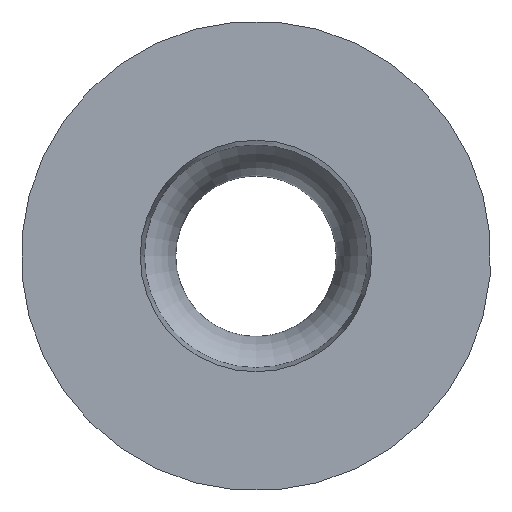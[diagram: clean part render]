
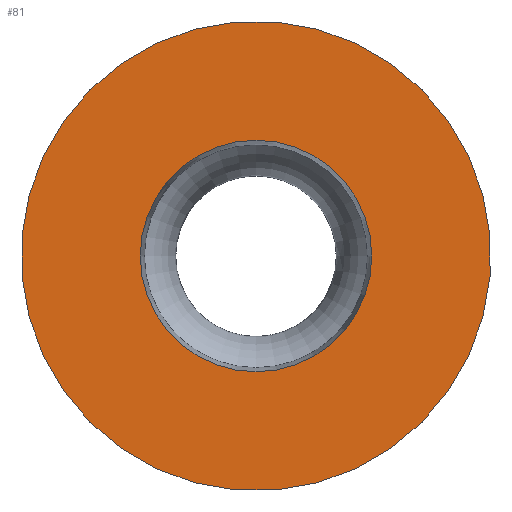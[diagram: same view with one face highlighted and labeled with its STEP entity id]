
A CAD part, top view. The second image highlights one B-rep face of the part: STEP entity #81.
In plain terms, the highlighted planar face has unit normal (0, 0, 1).
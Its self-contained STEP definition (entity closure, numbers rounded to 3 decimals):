
#81=ADVANCED_FACE('',(#113,#114),#99,.T.);
#99=PLANE('',#356);
#113=FACE_BOUND('',#125,.T.);
#114=FACE_BOUND('',#126,.T.);
#125=EDGE_LOOP('',(#149));
#126=EDGE_LOOP('',(#150));
#149=ORIENTED_EDGE('',*,*,#260,.F.);
#150=ORIENTED_EDGE('',*,*,#261,.T.);
#231=VERTEX_POINT('',#518);
#232=VERTEX_POINT('',#520);
#260=EDGE_CURVE('',#231,#231,#301,.T.);
#261=EDGE_CURVE('',#232,#232,#302,.T.);
#301=CIRCLE('',#354,6.);
#302=CIRCLE('',#355,2.957);
#354=AXIS2_PLACEMENT_3D('',#517,#395,#396);
#355=AXIS2_PLACEMENT_3D('',#519,#397,#398);
#356=AXIS2_PLACEMENT_3D('',#521,#399,#400);
#395=DIRECTION('',(0.,0.,-1.));
#396=DIRECTION('',(0.707,-0.707,0.));
#397=DIRECTION('',(0.,0.,-1.));
#398=DIRECTION('',(1.,0.,0.));
#399=DIRECTION('',(0.,0.,1.));
#400=DIRECTION('',(0.707,-0.707,0.));
#517=CARTESIAN_POINT('',(0.,0.,0.));
#518=CARTESIAN_POINT('',(4.243,-4.243,0.));
#519=CARTESIAN_POINT('',(0.,0.,0.));
#520=CARTESIAN_POINT('',(2.957,0.,0.));
#521=CARTESIAN_POINT('',(0.,0.,0.));
